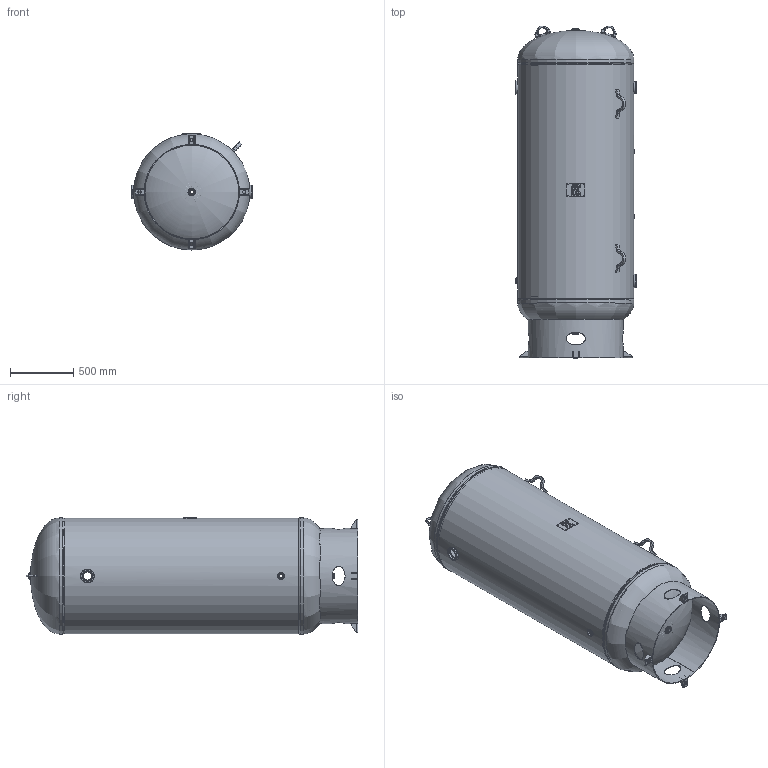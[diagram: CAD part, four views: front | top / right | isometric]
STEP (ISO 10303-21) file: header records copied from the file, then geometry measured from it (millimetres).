
FILE_DESCRIPTION(/* description */ ('36 X 93.50 200# VERT ASME STOCK 400 GAL W/3" IN/OUTLET'),/* implementation_level */ '2;1');
FILE_NAME(/* name */ 'SPVG_A10056X.stp',/* time_stamp */ '2021-02-06T09:37:50-06:00',/* author */ ('kim.thoune'),/* organization */ ('STEEL FAB IF WE MAKE IT, VENDOR IF WE DON''T'),/* preprocessor_version */ 'ST-DEVELOPER v17.2',/* originating_system */ 'Autodesk Inventor 2019',/* authorisation */ 'CHECKERS BOSS');
FILE_SCHEMA (('CONFIG_CONTROL_DESIGN'));
Length unit declared in the file: inch
Products named in the file (19): A10056X; 37-2171; 37-2080; A10056X-2HD; 910-597; A10056X-3HD; 910-597_1; F102501; F100250; F100500; S102192; S102192-1; S101519-P; F101000; F103001; 60-140; 64-053; 64-784; 67-8548
Assembly tree (26 placements, depth 3):
  A10056X
    37-2171
      37-2080
    A10056X-2HD
      910-597
    A10056X-3HD
      910-597_1
    F102501
    F103001  x2
    F101000  x3
    F100250
    F100500
    S102192
      S102192-1
      S101519-P  x4
    60-140
      64-053
    64-784  x2
    67-8548  x2
Bounding box: 952.5 x 2613.97 x 914.4 mm (x, y, z)
Volume: 43595393.3 mm3; surface area: 16304038.1 mm2
Topology: 21 solids, 21 shells, 515 faces, 1409 edges, 960 vertices
Faces by surface type: plane 277, cylinder 109, bspline 72, torus 44, cone 13
Full cylindrical faces by diameter (mm): 6.35 x4, 11.455 x1, 12.7 x2, 18.644 x1, 26.987 x2, 30.302 x3, 31.75 x1, 43.256 x3, 44.45 x3, 46.037 x3, 60.325 x3, 65.481 x1, 79.375 x1, 80.962 x1, 82.55 x2, 95.25 x1, 96.837 x2, 98.425 x2, 107.95 x2, 739.8 x1, 749.3 x1, 889 x2, 901.7 x5, 911.86 x1, 914.4 x2
Entity records: 16513 total; most frequent: CARTESIAN_POINT 6246, ORIENTED_EDGE 2070, DIRECTION 1859, EDGE_CURVE 1035, VERTEX_POINT 707, AXIS2_PLACEMENT_3D 642, LINE 575, VECTOR 575
